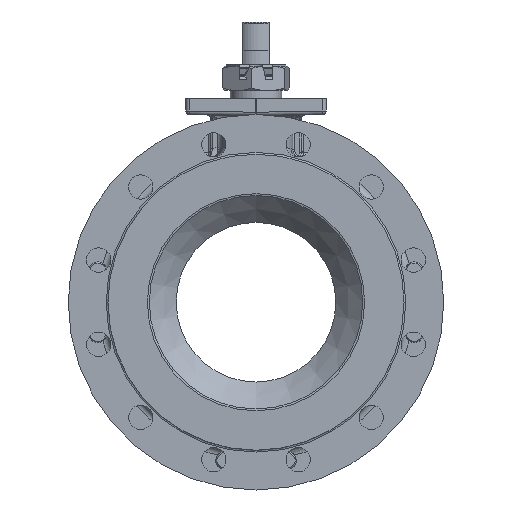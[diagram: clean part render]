
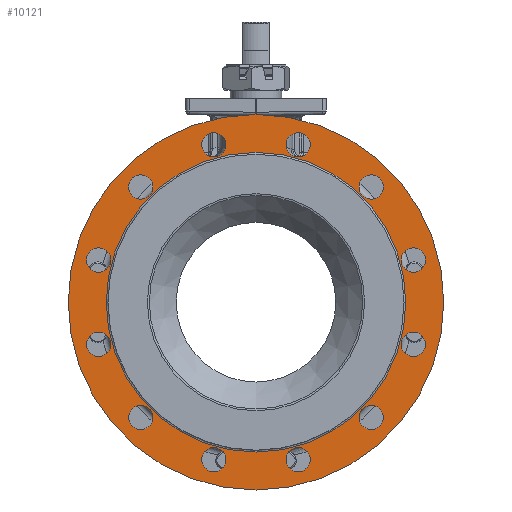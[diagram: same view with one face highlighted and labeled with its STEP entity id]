
A CAD part, left-side view. The second image highlights one B-rep face of the part: STEP entity #10121.
In plain terms, the highlighted planar face has unit normal (-1, 0, 0).
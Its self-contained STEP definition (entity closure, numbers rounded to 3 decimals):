
#1832=PLANE('',#11050);
#2054=FACE_BOUND('',#3287,.T.);
#2055=FACE_BOUND('',#3288,.T.);
#2056=FACE_BOUND('',#3289,.T.);
#2057=FACE_BOUND('',#3290,.T.);
#2058=FACE_BOUND('',#3291,.T.);
#2059=FACE_BOUND('',#3292,.T.);
#2060=FACE_BOUND('',#3293,.T.);
#2061=FACE_BOUND('',#3294,.T.);
#2062=FACE_BOUND('',#3295,.T.);
#2063=FACE_BOUND('',#3296,.T.);
#2064=FACE_BOUND('',#3297,.T.);
#2065=FACE_BOUND('',#3298,.T.);
#2066=FACE_BOUND('',#3299,.T.);
#2498=FACE_OUTER_BOUND('',#3286,.T.);
#3286=EDGE_LOOP('',(#8371));
#3287=EDGE_LOOP('',(#8372));
#3288=EDGE_LOOP('',(#8373));
#3289=EDGE_LOOP('',(#8374));
#3290=EDGE_LOOP('',(#8375));
#3291=EDGE_LOOP('',(#8376));
#3292=EDGE_LOOP('',(#8377));
#3293=EDGE_LOOP('',(#8378));
#3294=EDGE_LOOP('',(#8379));
#3295=EDGE_LOOP('',(#8380));
#3296=EDGE_LOOP('',(#8381));
#3297=EDGE_LOOP('',(#8382));
#3298=EDGE_LOOP('',(#8383));
#3299=EDGE_LOOP('',(#8384));
#3817=CIRCLE('',#10455,11.);
#3819=CIRCLE('',#10458,11.);
#3821=CIRCLE('',#10461,11.);
#3823=CIRCLE('',#10464,11.);
#3825=CIRCLE('',#10467,11.);
#3827=CIRCLE('',#10470,11.);
#3829=CIRCLE('',#10473,11.);
#3831=CIRCLE('',#10476,11.);
#3833=CIRCLE('',#10479,11.);
#3835=CIRCLE('',#10482,11.);
#3837=CIRCLE('',#10485,11.);
#3839=CIRCLE('',#10488,11.);
#4046=CIRCLE('',#11051,170.);
#4047=CIRCLE('',#11052,135.6);
#4337=VERTEX_POINT('',#14477);
#4339=VERTEX_POINT('',#14482);
#4341=VERTEX_POINT('',#14487);
#4343=VERTEX_POINT('',#14492);
#4345=VERTEX_POINT('',#14497);
#4347=VERTEX_POINT('',#14502);
#4349=VERTEX_POINT('',#14507);
#4351=VERTEX_POINT('',#14512);
#4353=VERTEX_POINT('',#14517);
#4355=VERTEX_POINT('',#14522);
#4357=VERTEX_POINT('',#14527);
#4359=VERTEX_POINT('',#14532);
#4922=VERTEX_POINT('',#17645);
#4923=VERTEX_POINT('',#17647);
#5251=EDGE_CURVE('',#4337,#4337,#3817,.T.);
#5253=EDGE_CURVE('',#4339,#4339,#3819,.T.);
#5255=EDGE_CURVE('',#4341,#4341,#3821,.T.);
#5257=EDGE_CURVE('',#4343,#4343,#3823,.T.);
#5259=EDGE_CURVE('',#4345,#4345,#3825,.T.);
#5261=EDGE_CURVE('',#4347,#4347,#3827,.T.);
#5263=EDGE_CURVE('',#4349,#4349,#3829,.T.);
#5265=EDGE_CURVE('',#4351,#4351,#3831,.T.);
#5267=EDGE_CURVE('',#4353,#4353,#3833,.T.);
#5269=EDGE_CURVE('',#4355,#4355,#3835,.T.);
#5271=EDGE_CURVE('',#4357,#4357,#3837,.T.);
#5273=EDGE_CURVE('',#4359,#4359,#3839,.T.);
#6111=EDGE_CURVE('',#4922,#4922,#4046,.T.);
#6112=EDGE_CURVE('',#4923,#4923,#4047,.T.);
#8371=ORIENTED_EDGE('',*,*,#6111,.F.);
#8372=ORIENTED_EDGE('',*,*,#5251,.T.);
#8373=ORIENTED_EDGE('',*,*,#5253,.T.);
#8374=ORIENTED_EDGE('',*,*,#5255,.T.);
#8375=ORIENTED_EDGE('',*,*,#5257,.T.);
#8376=ORIENTED_EDGE('',*,*,#5259,.T.);
#8377=ORIENTED_EDGE('',*,*,#5261,.T.);
#8378=ORIENTED_EDGE('',*,*,#5263,.T.);
#8379=ORIENTED_EDGE('',*,*,#5265,.T.);
#8380=ORIENTED_EDGE('',*,*,#5267,.T.);
#8381=ORIENTED_EDGE('',*,*,#5269,.T.);
#8382=ORIENTED_EDGE('',*,*,#5271,.T.);
#8383=ORIENTED_EDGE('',*,*,#5273,.T.);
#8384=ORIENTED_EDGE('',*,*,#6112,.T.);
#10121=ADVANCED_FACE('',(#2498,#2054,#2055,#2056,#2057,#2058,#2059,#2060,
#2061,#2062,#2063,#2064,#2065,#2066),#1832,.F.);
#10455=AXIS2_PLACEMENT_3D('',#14478,#11675,#11676);
#10458=AXIS2_PLACEMENT_3D('',#14483,#11681,#11682);
#10461=AXIS2_PLACEMENT_3D('',#14488,#11687,#11688);
#10464=AXIS2_PLACEMENT_3D('',#14493,#11693,#11694);
#10467=AXIS2_PLACEMENT_3D('',#14498,#11699,#11700);
#10470=AXIS2_PLACEMENT_3D('',#14503,#11705,#11706);
#10473=AXIS2_PLACEMENT_3D('',#14508,#11711,#11712);
#10476=AXIS2_PLACEMENT_3D('',#14513,#11717,#11718);
#10479=AXIS2_PLACEMENT_3D('',#14518,#11723,#11724);
#10482=AXIS2_PLACEMENT_3D('',#14523,#11729,#11730);
#10485=AXIS2_PLACEMENT_3D('',#14528,#11735,#11736);
#10488=AXIS2_PLACEMENT_3D('',#14533,#11741,#11742);
#11050=AXIS2_PLACEMENT_3D('',#17644,#13331,#13332);
#11051=AXIS2_PLACEMENT_3D('',#17646,#13333,#13334);
#11052=AXIS2_PLACEMENT_3D('',#17648,#13335,#13336);
#11675=DIRECTION('center_axis',(1.,0.,0.));
#11676=DIRECTION('ref_axis',(0.,0.5,0.866));
#11681=DIRECTION('center_axis',(1.,0.,0.));
#11682=DIRECTION('ref_axis',(0.,0.866,0.5));
#11687=DIRECTION('center_axis',(1.,0.,0.));
#11688=DIRECTION('ref_axis',(0.,1.,0.));
#11693=DIRECTION('center_axis',(1.,0.,0.));
#11694=DIRECTION('ref_axis',(0.,0.866,-0.5));
#11699=DIRECTION('center_axis',(1.,0.,0.));
#11700=DIRECTION('ref_axis',(0.,0.5,-0.866));
#11705=DIRECTION('center_axis',(1.,0.,0.));
#11706=DIRECTION('ref_axis',(0.,0.,-1.));
#11711=DIRECTION('center_axis',(1.,0.,0.));
#11712=DIRECTION('ref_axis',(0.,-0.5,-0.866));
#11717=DIRECTION('center_axis',(1.,0.,0.));
#11718=DIRECTION('ref_axis',(0.,-0.866,-0.5));
#11723=DIRECTION('center_axis',(1.,0.,0.));
#11724=DIRECTION('ref_axis',(0.,-1.,0.));
#11729=DIRECTION('center_axis',(1.,0.,0.));
#11730=DIRECTION('ref_axis',(0.,-0.866,0.5));
#11735=DIRECTION('center_axis',(1.,0.,0.));
#11736=DIRECTION('ref_axis',(0.,-0.5,0.866));
#11741=DIRECTION('center_axis',(1.,0.,0.));
#11742=DIRECTION('ref_axis',(0.,0.,1.));
#13331=DIRECTION('center_axis',(1.,0.,0.));
#13332=DIRECTION('ref_axis',(0.,0.,-1.));
#13333=DIRECTION('center_axis',(1.,0.,0.));
#13334=DIRECTION('ref_axis',(0.,0.,1.));
#13335=DIRECTION('center_axis',(1.,0.,0.));
#13336=DIRECTION('ref_axis',(0.,0.,1.));
#14477=CARTESIAN_POINT('',(-134.758,109.798,113.825));
#14478=CARTESIAN_POINT('Origin',(-134.758,104.298,104.298));
#14482=CARTESIAN_POINT('',(-134.758,152.,43.676));
#14483=CARTESIAN_POINT('Origin',(-134.758,142.474,38.176));
#14487=CARTESIAN_POINT('',(-134.758,153.474,-38.176));
#14488=CARTESIAN_POINT('Origin',(-134.758,142.474,-38.176));
#14492=CARTESIAN_POINT('',(-134.758,113.825,-109.798));
#14493=CARTESIAN_POINT('Origin',(-134.758,104.298,-104.298));
#14497=CARTESIAN_POINT('',(-134.758,43.676,-152.));
#14498=CARTESIAN_POINT('Origin',(-134.758,38.176,-142.474));
#14502=CARTESIAN_POINT('',(-134.758,-38.176,-153.474));
#14503=CARTESIAN_POINT('Origin',(-134.758,-38.176,-142.474));
#14507=CARTESIAN_POINT('',(-134.758,-109.798,-113.825));
#14508=CARTESIAN_POINT('Origin',(-134.758,-104.298,-104.298));
#14512=CARTESIAN_POINT('',(-134.758,-152.,-43.676));
#14513=CARTESIAN_POINT('Origin',(-134.758,-142.474,-38.176));
#14517=CARTESIAN_POINT('',(-134.758,-153.474,38.176));
#14518=CARTESIAN_POINT('Origin',(-134.758,-142.474,38.176));
#14522=CARTESIAN_POINT('',(-134.758,-113.825,109.798));
#14523=CARTESIAN_POINT('Origin',(-134.758,-104.298,104.298));
#14527=CARTESIAN_POINT('',(-134.758,-43.676,152.));
#14528=CARTESIAN_POINT('Origin',(-134.758,-38.176,142.474));
#14532=CARTESIAN_POINT('',(-134.758,38.176,153.474));
#14533=CARTESIAN_POINT('Origin',(-134.758,38.176,142.474));
#17644=CARTESIAN_POINT('Origin',(-134.758,0.,152.8));
#17645=CARTESIAN_POINT('',(-134.758,0.,170.));
#17646=CARTESIAN_POINT('Origin',(-134.758,0.,0.));
#17647=CARTESIAN_POINT('',(-134.758,0.,135.6));
#17648=CARTESIAN_POINT('Origin',(-134.758,0.,0.));
